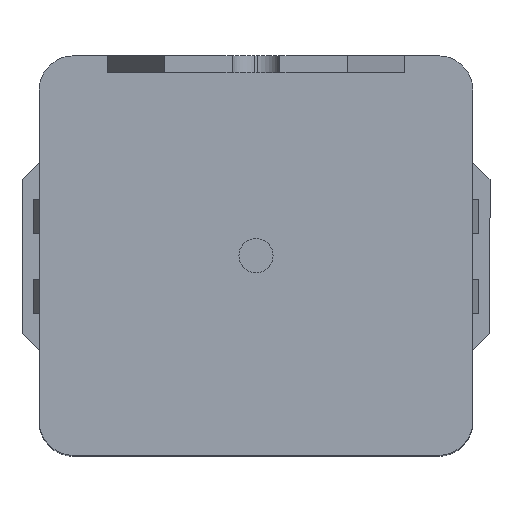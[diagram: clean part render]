
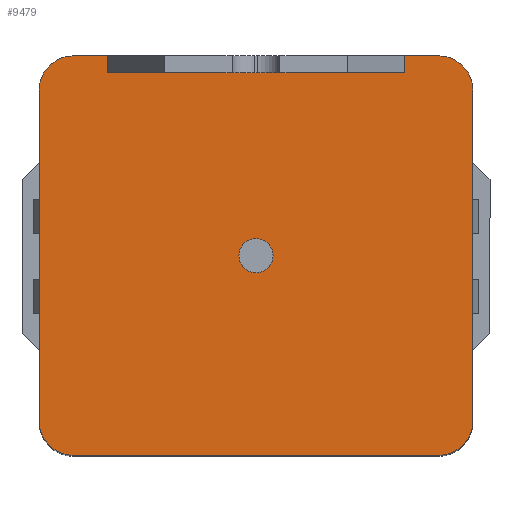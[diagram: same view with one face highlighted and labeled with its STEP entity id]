
A CAD part, top view. The second image highlights one B-rep face of the part: STEP entity #9479.
In plain terms, the highlighted planar face has unit normal (0, 0, 1).
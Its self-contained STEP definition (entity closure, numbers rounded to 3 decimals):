
#209 = VERTEX_POINT ( 'NONE', #28156 ) ;
#541 = EDGE_CURVE ( 'NONE', #3955, #28012, #21641, .T. ) ;
#716 = ORIENTED_EDGE ( 'NONE', *, *, #14216, .F. ) ;
#779 = LINE ( 'NONE', #28100, #21517 ) ;
#950 = VERTEX_POINT ( 'NONE', #12233 ) ;
#1016 = EDGE_CURVE ( 'NONE', #209, #1065, #30626, .T. ) ;
#1065 = VERTEX_POINT ( 'NONE', #31274 ) ;
#1073 = CARTESIAN_POINT ( 'NONE',  ( -15.88, 12.475, 12.621 ) ) ;
#1289 = VECTOR ( 'NONE', #22846, 1000. ) ;
#1827 = ORIENTED_EDGE ( 'NONE', *, *, #19605, .T. ) ;
#1917 = AXIS2_PLACEMENT_3D ( 'NONE', #30127, #4847, #17190 ) ;
#2309 = CARTESIAN_POINT ( 'NONE',  ( -18.88, 12.475, 12.621 ) ) ;
#3148 = DIRECTION ( 'NONE',  ( 0., 0., 1. ) ) ;
#3190 = VERTEX_POINT ( 'NONE', #30322 ) ;
#3697 = CIRCLE ( 'NONE', #9164, 3. ) ;
#3709 = VERTEX_POINT ( 'NONE', #9623 ) ;
#3767 = EDGE_CURVE ( 'NONE', #3955, #6541, #11157, .T. ) ;
#3955 = VERTEX_POINT ( 'NONE', #20551 ) ;
#4285 = VECTOR ( 'NONE', #25288, 1000. ) ;
#4302 = CARTESIAN_POINT ( 'NONE',  ( -15.88, 41.475, 12.621 ) ) ;
#4576 = EDGE_LOOP ( 'NONE', ( #17421 ) ) ;
#4750 = CIRCLE ( 'NONE', #1917, 1.5 ) ;
#4847 = DIRECTION ( 'NONE',  ( 0., 0., 1. ) ) ;
#5031 = DIRECTION ( 'NONE',  ( 1., 0., 0. ) ) ;
#5128 = LINE ( 'NONE', #11529, #23546 ) ;
#5147 = DIRECTION ( 'NONE',  ( 0., 1., 0. ) ) ;
#5845 = AXIS2_PLACEMENT_3D ( 'NONE', #18016, #3148, #25377 ) ;
#5954 = DIRECTION ( 'NONE',  ( 0., 0., 1. ) ) ;
#6217 = EDGE_CURVE ( 'NONE', #3709, #29773, #32236, .T. ) ;
#6290 = CARTESIAN_POINT ( 'NONE',  ( -18.88, 9.475, 12.621 ) ) ;
#6428 = ORIENTED_EDGE ( 'NONE', *, *, #18128, .F. ) ;
#6541 = VERTEX_POINT ( 'NONE', #19799 ) ;
#7044 = VERTEX_POINT ( 'NONE', #16580 ) ;
#7394 = CIRCLE ( 'NONE', #11867, 3. ) ;
#7450 = LINE ( 'NONE', #15511, #4285 ) ;
#8088 = CARTESIAN_POINT ( 'NONE',  ( 0.12, 28.475, 12.621 ) ) ;
#8770 = DIRECTION ( 'NONE',  ( 0., 1., 0. ) ) ;
#8796 = EDGE_LOOP ( 'NONE', ( #26707, #14860, #24992, #716, #14664, #15879, #26280, #30178, #6428, #1827, #21171, #19954 ) ) ;
#9154 = CARTESIAN_POINT ( 'NONE',  ( 13.12, 42.975, 12.621 ) ) ;
#9164 = AXIS2_PLACEMENT_3D ( 'NONE', #17502, #29904, #5147 ) ;
#9479 = ADVANCED_FACE ( 'NONE', ( #21119, #20286 ), #20613, .T. ) ;
#9623 = CARTESIAN_POINT ( 'NONE',  ( -15.88, 9.475, 12.621 ) ) ;
#9956 = CARTESIAN_POINT ( 'NONE',  ( -18.88, 9.475, 12.621 ) ) ;
#10564 = DIRECTION ( 'NONE',  ( 0., -1., 0. ) ) ;
#11157 = LINE ( 'NONE', #32286, #15866 ) ;
#11529 = CARTESIAN_POINT ( 'NONE',  ( -18.88, 44.475, 12.621 ) ) ;
#11867 = AXIS2_PLACEMENT_3D ( 'NONE', #1073, #29167, #14379 ) ;
#11950 = CIRCLE ( 'NONE', #5845, 3. ) ;
#11973 = DIRECTION ( 'NONE',  ( 1., 0., 0. ) ) ;
#12233 = CARTESIAN_POINT ( 'NONE',  ( 13.12, 44.475, 12.621 ) ) ;
#12919 = VECTOR ( 'NONE', #27716, 1000. ) ;
#14216 = EDGE_CURVE ( 'NONE', #7044, #950, #22737, .T. ) ;
#14258 = DIRECTION ( 'NONE',  ( 0., 0., 1. ) ) ;
#14379 = DIRECTION ( 'NONE',  ( 0., 1., 0. ) ) ;
#14664 = ORIENTED_EDGE ( 'NONE', *, *, #20883, .F. ) ;
#14860 = ORIENTED_EDGE ( 'NONE', *, *, #21135, .T. ) ;
#14878 = EDGE_CURVE ( 'NONE', #6541, #3190, #779, .T. ) ;
#14973 = VECTOR ( 'NONE', #15758, 1000. ) ;
#15511 = CARTESIAN_POINT ( 'NONE',  ( -18.88, 9.475, 12.621 ) ) ;
#15758 = DIRECTION ( 'NONE',  ( 1., 0., 0. ) ) ;
#15866 = VECTOR ( 'NONE', #5031, 1000. ) ;
#15879 = ORIENTED_EDGE ( 'NONE', *, *, #14878, .F. ) ;
#16137 = CARTESIAN_POINT ( 'NONE',  ( -18.88, 41.475, 12.621 ) ) ;
#16286 = VERTEX_POINT ( 'NONE', #2309 ) ;
#16515 = AXIS2_PLACEMENT_3D ( 'NONE', #4302, #14258, #16654 ) ;
#16580 = CARTESIAN_POINT ( 'NONE',  ( 13.12, 42.975, 12.621 ) ) ;
#16617 = DIRECTION ( 'NONE',  ( 1., 0., 0. ) ) ;
#16654 = DIRECTION ( 'NONE',  ( 0., 1., 0. ) ) ;
#17061 = CARTESIAN_POINT ( 'NONE',  ( 16.12, 9.475, 12.621 ) ) ;
#17190 = DIRECTION ( 'NONE',  ( 0., 1., 0. ) ) ;
#17321 = EDGE_CURVE ( 'NONE', #950, #17863, #5128, .T. ) ;
#17421 = ORIENTED_EDGE ( 'NONE', *, *, #31233, .F. ) ;
#17502 = CARTESIAN_POINT ( 'NONE',  ( 16.12, 12.475, 12.621 ) ) ;
#17863 = VERTEX_POINT ( 'NONE', #29677 ) ;
#18016 = CARTESIAN_POINT ( 'NONE',  ( 16.12, 41.475, 12.621 ) ) ;
#18128 = EDGE_CURVE ( 'NONE', #16286, #28012, #7450, .T. ) ;
#19605 = EDGE_CURVE ( 'NONE', #16286, #3709, #7394, .T. ) ;
#19799 = CARTESIAN_POINT ( 'NONE',  ( -12.88, 44.475, 12.621 ) ) ;
#19954 = ORIENTED_EDGE ( 'NONE', *, *, #28836, .T. ) ;
#20286 = FACE_OUTER_BOUND ( 'NONE', #8796, .T. ) ;
#20551 = CARTESIAN_POINT ( 'NONE',  ( -15.88, 44.475, 12.621 ) ) ;
#20613 = PLANE ( 'NONE',  #27556 ) ;
#20883 = EDGE_CURVE ( 'NONE', #3190, #7044, #21768, .T. ) ;
#21119 = FACE_BOUND ( 'NONE', #4576, .T. ) ;
#21135 = EDGE_CURVE ( 'NONE', #1065, #17863, #11950, .T. ) ;
#21171 = ORIENTED_EDGE ( 'NONE', *, *, #6217, .T. ) ;
#21517 = VECTOR ( 'NONE', #10564, 1000. ) ;
#21641 = CIRCLE ( 'NONE', #16515, 3. ) ;
#21768 = LINE ( 'NONE', #9154, #26068 ) ;
#22737 = LINE ( 'NONE', #29701, #12919 ) ;
#22846 = DIRECTION ( 'NONE',  ( 0., 1., 0. ) ) ;
#23546 = VECTOR ( 'NONE', #11973, 1000. ) ;
#24992 = ORIENTED_EDGE ( 'NONE', *, *, #17321, .F. ) ;
#25288 = DIRECTION ( 'NONE',  ( 0., 1., 0. ) ) ;
#25377 = DIRECTION ( 'NONE',  ( 0., 1., 0. ) ) ;
#25479 = CARTESIAN_POINT ( 'NONE',  ( 19.12, 9.475, 12.621 ) ) ;
#26068 = VECTOR ( 'NONE', #16617, 1000. ) ;
#26280 = ORIENTED_EDGE ( 'NONE', *, *, #3767, .F. ) ;
#26707 = ORIENTED_EDGE ( 'NONE', *, *, #1016, .T. ) ;
#27556 = AXIS2_PLACEMENT_3D ( 'NONE', #6290, #5954, #8770 ) ;
#27716 = DIRECTION ( 'NONE',  ( 0., 1., 0. ) ) ;
#28012 = VERTEX_POINT ( 'NONE', #16137 ) ;
#28100 = CARTESIAN_POINT ( 'NONE',  ( -12.88, 42.975, 12.621 ) ) ;
#28107 = VERTEX_POINT ( 'NONE', #8088 ) ;
#28156 = CARTESIAN_POINT ( 'NONE',  ( 19.12, 12.475, 12.621 ) ) ;
#28836 = EDGE_CURVE ( 'NONE', #29773, #209, #3697, .T. ) ;
#29167 = DIRECTION ( 'NONE',  ( 0., 0., 1. ) ) ;
#29677 = CARTESIAN_POINT ( 'NONE',  ( 16.12, 44.475, 12.621 ) ) ;
#29701 = CARTESIAN_POINT ( 'NONE',  ( 13.12, 44.475, 12.621 ) ) ;
#29773 = VERTEX_POINT ( 'NONE', #17061 ) ;
#29904 = DIRECTION ( 'NONE',  ( 0., 0., 1. ) ) ;
#30127 = CARTESIAN_POINT ( 'NONE',  ( 0.12, 26.975, 12.621 ) ) ;
#30178 = ORIENTED_EDGE ( 'NONE', *, *, #541, .T. ) ;
#30322 = CARTESIAN_POINT ( 'NONE',  ( -12.88, 42.975, 12.621 ) ) ;
#30626 = LINE ( 'NONE', #25479, #1289 ) ;
#31233 = EDGE_CURVE ( 'NONE', #28107, #28107, #4750, .T. ) ;
#31274 = CARTESIAN_POINT ( 'NONE',  ( 19.12, 41.475, 12.621 ) ) ;
#32236 = LINE ( 'NONE', #9956, #14973 ) ;
#32286 = CARTESIAN_POINT ( 'NONE',  ( -18.88, 44.475, 12.621 ) ) ;
